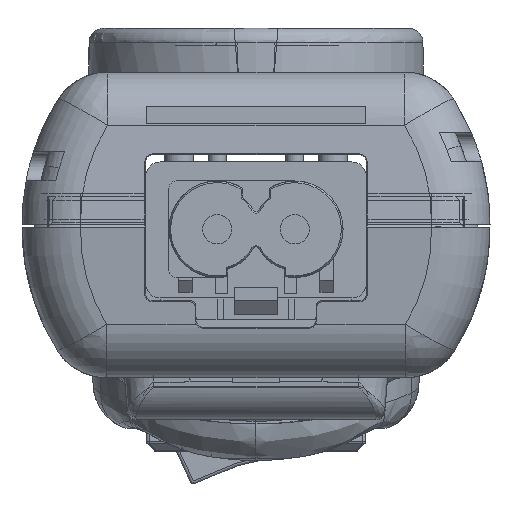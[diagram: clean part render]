
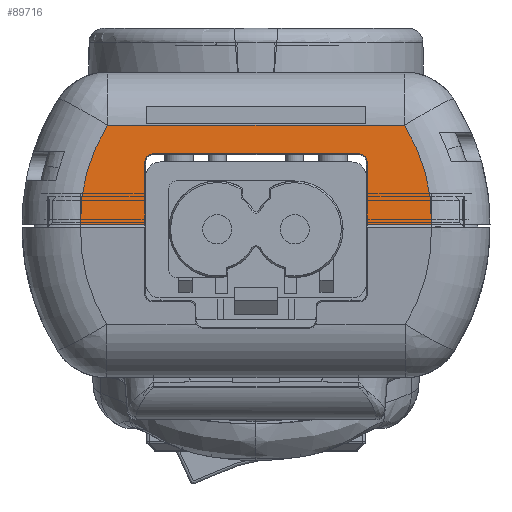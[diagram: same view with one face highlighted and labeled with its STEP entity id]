
A CAD part, left-side view. The second image highlights one B-rep face of the part: STEP entity #89716.
In plain terms, the highlighted face is planar.
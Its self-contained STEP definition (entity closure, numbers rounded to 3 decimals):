
#50397=DIRECTION('',(-0.087,0.002,0.996));
#50398=VECTOR('',#50397,4.32);
#50399=CARTESIAN_POINT('',(-177.923,7.604,
6.096));
#50400=LINE('',#50399,#50398);
#50479=DIRECTION('',(0.087,0.002,-0.996));
#50480=VECTOR('',#50479,4.32);
#50481=CARTESIAN_POINT('',(-178.3,-7.613,10.4));
#50482=LINE('',#50481,#50480);
#50641=CARTESIAN_POINT('',(-178.3,-11.995,
10.4));
#50780=DIRECTION('',(0.,-1.,0.));
#50781=VECTOR('',#50780,20.302);
#50782=CARTESIAN_POINT('',(-177.71,10.151,
3.651));
#50783=LINE('',#50782,#50781);
#50796=CARTESIAN_POINT('',(-177.923,7.604,
6.096));
#50797=CARTESIAN_POINT('',(-177.909,7.603,
5.93));
#50798=CARTESIAN_POINT('',(-177.891,7.477,
5.723));
#50799=CARTESIAN_POINT('',(-177.88,7.269,
5.598));
#50800=CARTESIAN_POINT('',(-177.88,7.103,
5.598));
#50802=DIRECTION('',(0.,-1.,0.));
#50803=VECTOR('',#50802,14.205);
#50804=CARTESIAN_POINT('',(-177.88,7.103,
5.598));
#50805=LINE('',#50804,#50803);
#50806=CARTESIAN_POINT('',(-177.88,-7.103,
5.598));
#50807=CARTESIAN_POINT('',(-177.88,-7.269,
5.598));
#50808=CARTESIAN_POINT('',(-177.891,-7.477,
5.723));
#50809=CARTESIAN_POINT('',(-177.909,-7.603,
5.93));
#50810=CARTESIAN_POINT('',(-177.923,-7.604,
6.096));
#50812=DIRECTION('',(0.,-1.,0.));
#50813=VECTOR('',#50812,4.381);
#50814=CARTESIAN_POINT('',(-178.3,-7.613,10.4));
#50815=LINE('',#50814,#50813);
#50816=CARTESIAN_POINT('',(-178.269,0.081,
10.051));
#50817=DIRECTION('',(0.996,0.,0.087));
#50818=DIRECTION('',(-0.003,-1.,0.029));
#50819=AXIS2_PLACEMENT_3D('',#50816,#50817,#50818);
#50821=CARTESIAN_POINT('',(-178.268,-0.076,
10.049));
#50822=DIRECTION('',(0.996,0.,0.087));
#50823=DIRECTION('',(0.046,0.847,-0.53));
#50824=AXIS2_PLACEMENT_3D('',#50821,#50822,#50823);
#50826=DIRECTION('',(0.,-1.,0.));
#50827=VECTOR('',#50826,4.381);
#50828=CARTESIAN_POINT('',(-178.3,11.995,
10.4));
#50829=LINE('',#50828,#50827);
#78069=CARTESIAN_POINT('',(-178.3,7.613,10.4));
#78070=VERTEX_POINT('',#78069);
#78071=CARTESIAN_POINT('',(-178.3,11.995,
10.4));
#78072=VERTEX_POINT('',#78071);
#78089=VERTEX_POINT('',#50641);
#78090=CARTESIAN_POINT('',(-178.3,-7.613,10.4));
#78091=VERTEX_POINT('',#78090);
#78663=CARTESIAN_POINT('',(-177.923,7.604,
6.096));
#78665=VERTEX_POINT('',#78663);
#78668=CARTESIAN_POINT('',(-177.88,7.103,
5.598));
#78669=VERTEX_POINT('',#78668);
#78690=CARTESIAN_POINT('',(-177.88,-7.103,
5.598));
#78691=VERTEX_POINT('',#78690);
#78692=CARTESIAN_POINT('',(-177.923,-7.604,
6.096));
#78693=VERTEX_POINT('',#78692);
#78694=CARTESIAN_POINT('',(-177.71,-10.151,
3.651));
#78695=VERTEX_POINT('',#78694);
#78696=CARTESIAN_POINT('',(-177.71,10.151,
3.651));
#78697=VERTEX_POINT('',#78696);
#89697=CARTESIAN_POINT('',(-177.845,0.,5.2));
#89698=DIRECTION('',(-0.996,0.,-0.087));
#89699=DIRECTION('',(-0.087,0.,0.996));
#89700=AXIS2_PLACEMENT_3D('',#89697,#89698,#89699);
#89701=PLANE('',#89700);
#89702=ORIENTED_EDGE('',*,*,#89120,.F.);
#89703=ORIENTED_EDGE('',*,*,#89142,.T.);
#89704=ORIENTED_EDGE('',*,*,#89191,.T.);
#89705=ORIENTED_EDGE('',*,*,#89206,.T.);
#89706=ORIENTED_EDGE('',*,*,#89226,.F.);
#89707=ORIENTED_EDGE('',*,*,#89436,.T.);
#89708=ORIENTED_EDGE('',*,*,#89534,.T.);
#89709=ORIENTED_EDGE('',*,*,#89677,.F.);
#89711=ORIENTED_EDGE('',*,*,#89710,.T.);
#89713=ORIENTED_EDGE('',*,*,#89712,.T.);
#89714=EDGE_LOOP('',(#89702,#89703,#89704,#89705,#89706,#89707,#89708,#89709,
#89711,#89713));
#89715=FACE_OUTER_BOUND('',#89714,.F.);
#89716=ADVANCED_FACE('',(#89715),#89701,.T.);
#50801=B_SPLINE_CURVE_WITH_KNOTS('',3,(#50796,#50797,#50798,#50799,#50800),
.UNSPECIFIED.,.F.,.F.,(4,1,4),(0.,0.5,1.),.UNSPECIFIED.);
#50811=B_SPLINE_CURVE_WITH_KNOTS('',3,(#50806,#50807,#50808,#50809,#50810),
.UNSPECIFIED.,.F.,.F.,(4,1,4),(0.,0.5,1.),.UNSPECIFIED.);
#50820=CIRCLE('',#50819,12.081);
#50825=CIRCLE('',#50824,12.076);
#89120=EDGE_CURVE('',#78665,#78070,#50400,.T.);
#89142=EDGE_CURVE('',#78665,#78669,#50801,.T.);
#89191=EDGE_CURVE('',#78669,#78691,#50805,.T.);
#89206=EDGE_CURVE('',#78691,#78693,#50811,.T.);
#89226=EDGE_CURVE('',#78091,#78693,#50482,.T.);
#89436=EDGE_CURVE('',#78091,#78089,#50815,.T.);
#89534=EDGE_CURVE('',#78089,#78695,#50820,.T.);
#89677=EDGE_CURVE('',#78697,#78695,#50783,.T.);
#89710=EDGE_CURVE('',#78697,#78072,#50825,.T.);
#89712=EDGE_CURVE('',#78072,#78070,#50829,.T.);
